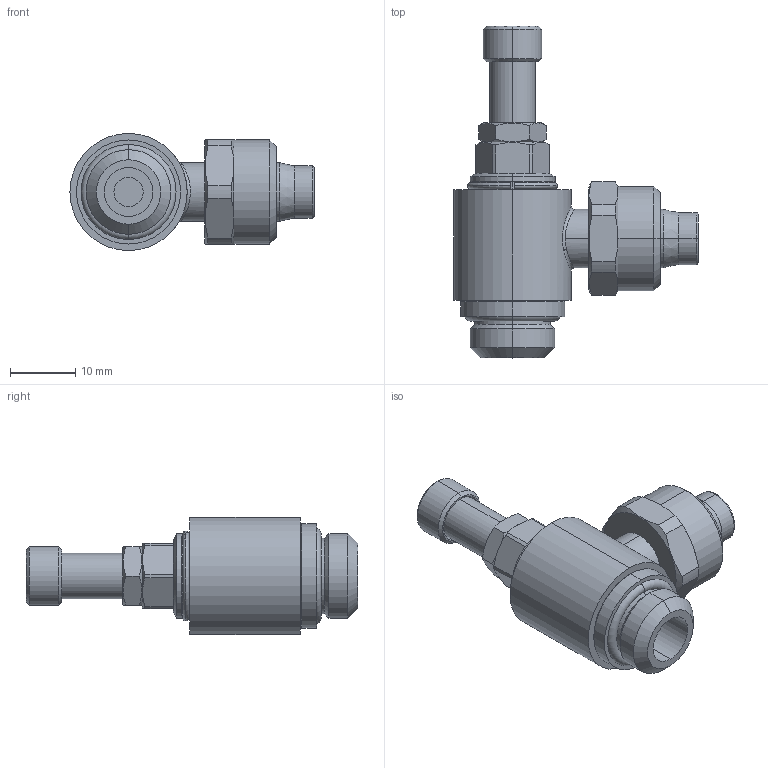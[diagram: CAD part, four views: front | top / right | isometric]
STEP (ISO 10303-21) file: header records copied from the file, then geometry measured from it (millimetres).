
FILE_DESCRIPTION (( 'STEP AP203' ), '1' );
FILE_NAME ('04320V52.STEP', '2010-04-22T06:23:36', ( '' ), ( 'sopra-pneumatic' ), 'SwSTEP 2.0', 'SolidWorks 2009', '' );
FILE_SCHEMA (( 'CONFIG_CONTROL_DESIGN' ));
Length unit declared in the file: millimetre
Products named in the file (1): 04320V52
Bounding box: 37.5 x 51.01 x 18 mm (x, y, z)
Volume: 9488.7 mm3; surface area: 4187.1 mm2
Topology: 2 solids, 4 shells, 138 faces, 297 edges, 182 vertices
Faces by surface type: cylinder 49, plane 45, cone 36, torus 6, bspline 2
Entity records: 4920 total; most frequent: CARTESIAN_POINT 1851, DIRECTION 653, ORIENTED_EDGE 594, EDGE_CURVE 297, AXIS2_PLACEMENT_3D 276, VERTEX_POINT 182, EDGE_LOOP 153, CIRCLE 139
